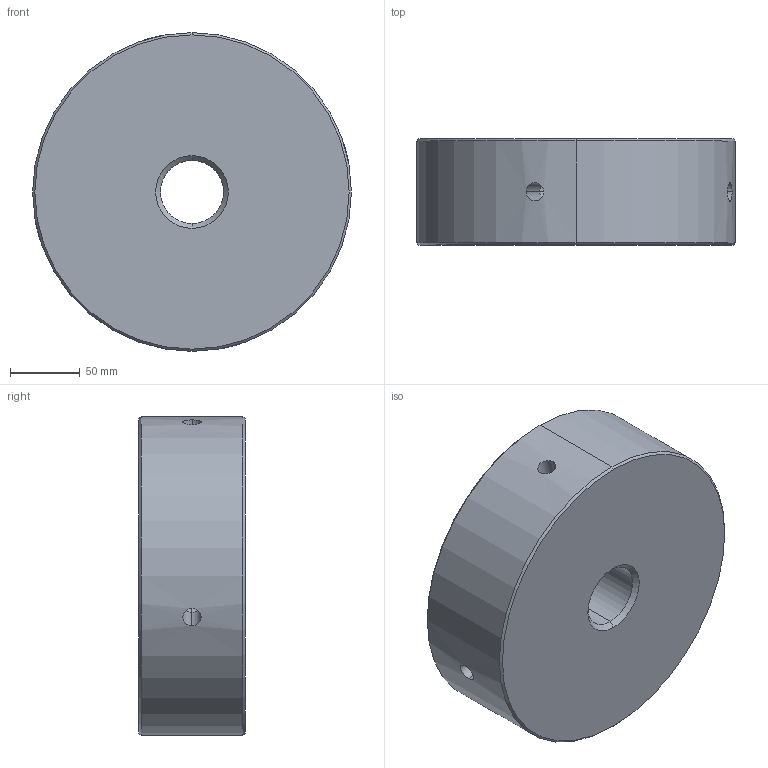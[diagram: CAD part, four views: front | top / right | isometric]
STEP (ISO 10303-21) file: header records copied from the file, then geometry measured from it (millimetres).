
FILE_DESCRIPTION (( 'STEP AP214' ), '1' );
FILE_NAME ('PH3-A Pull Plate 75K to 100K X1 (STEP).STEP', '2024-01-18T23:19:59', ( '' ), ( '' ), 'SwSTEP 2.0', 'SolidWorks 2021', '' );
FILE_SCHEMA (( 'AUTOMOTIVE_DESIGN' ));
Length unit declared in the file: inch
Products named in the file (1): PH3-A Pull Plate 75K to 100K X1 (STEP)
Bounding box: 228.6 x 76.2 x 228.6 mm (x, y, z)
Volume: 2897783.5 mm3; surface area: 170280.7 mm2
Topology: 1 solids, 1 shells, 102 faces, 236 edges, 120 vertices
Faces by surface type: cone 64, cylinder 36, plane 2
Entity records: 3322 total; most frequent: CARTESIAN_POINT 763, DIRECTION 498, ORIENTED_EDGE 408, EDGE_CURVE 204, AXIS2_PLACEMENT_3D 199, EDGE_LOOP 120, VERTEX_POINT 120, ADVANCED_FACE 102
